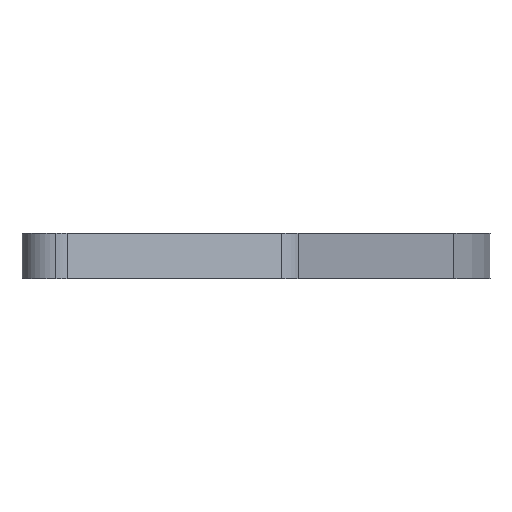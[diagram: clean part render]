
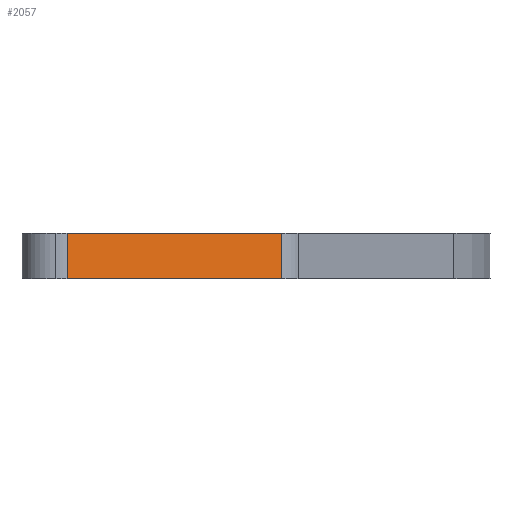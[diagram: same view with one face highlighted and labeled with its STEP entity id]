
A CAD part, left-side view. The second image highlights one B-rep face of the part: STEP entity #2057.
In plain terms, the highlighted planar face has unit normal (-0.943, -0.332, 0).
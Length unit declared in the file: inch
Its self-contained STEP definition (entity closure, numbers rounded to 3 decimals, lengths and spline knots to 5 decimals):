
#137 = FACE_OUTER_BOUND ( 'NONE', #5850, .T. ) ;
#286 = EDGE_CURVE ( 'NONE', #4830, #919, #2653, .T. ) ;
#346 = DIRECTION ( 'NONE',  ( -0.332, 0.943, 0. ) ) ;
#919 = VERTEX_POINT ( 'NONE', #4030 ) ;
#1046 = DIRECTION ( 'NONE',  ( 0., 0., -1. ) ) ;
#1318 = VECTOR ( 'NONE', #4918, 39.37008 ) ;
#1362 = ORIENTED_EDGE ( 'NONE', *, *, #286, .T. ) ;
#1374 = LINE ( 'NONE', #6121, #3043 ) ;
#1410 = EDGE_CURVE ( 'NONE', #919, #4952, #1374, .T. ) ;
#1450 = CARTESIAN_POINT ( 'NONE',  ( -1.84521, -0.64942, 0.25 ) ) ;
#1592 = CARTESIAN_POINT ( 'NONE',  ( -2.05187, -0.06225, 0.25 ) ) ;
#1858 = EDGE_CURVE ( 'NONE', #4830, #2675, #4345, .T. ) ;
#2057 = ADVANCED_FACE ( 'NONE', ( #137 ), #3524, .T. ) ;
#2167 = ORIENTED_EDGE ( 'NONE', *, *, #1858, .F. ) ;
#2292 = DIRECTION ( 'NONE',  ( 0., 0., -1. ) ) ;
#2653 = LINE ( 'NONE', #4088, #1318 ) ;
#2675 = VERTEX_POINT ( 'NONE', #2682 ) ;
#2682 = CARTESIAN_POINT ( 'NONE',  ( -2.05187, -0.06225, 0. ) ) ;
#2706 = VECTOR ( 'NONE', #346, 39.37008 ) ;
#2754 = LINE ( 'NONE', #4604, #2706 ) ;
#2841 = VECTOR ( 'NONE', #1046, 39.37008 ) ;
#3043 = VECTOR ( 'NONE', #2292, 39.37008 ) ;
#3176 = CARTESIAN_POINT ( 'NONE',  ( -2.4698, 1.12525, 0. ) ) ;
#3524 = PLANE ( 'NONE',  #3934 ) ;
#3903 = ORIENTED_EDGE ( 'NONE', *, *, #6130, .F. ) ;
#3934 = AXIS2_PLACEMENT_3D ( 'NONE', #1450, #6220, #5251 ) ;
#4030 = CARTESIAN_POINT ( 'NONE',  ( -2.4698, 1.12525, 0.25 ) ) ;
#4088 = CARTESIAN_POINT ( 'NONE',  ( -1.84521, -0.64942, 0.25 ) ) ;
#4345 = LINE ( 'NONE', #5282, #2841 ) ;
#4604 = CARTESIAN_POINT ( 'NONE',  ( -1.84521, -0.64942, 0. ) ) ;
#4830 = VERTEX_POINT ( 'NONE', #1592 ) ;
#4918 = DIRECTION ( 'NONE',  ( -0.332, 0.943, 0. ) ) ;
#4952 = VERTEX_POINT ( 'NONE', #3176 ) ;
#5251 = DIRECTION ( 'NONE',  ( 0.332, -0.943, 0. ) ) ;
#5282 = CARTESIAN_POINT ( 'NONE',  ( -2.05187, -0.06225, 0.25 ) ) ;
#5416 = ORIENTED_EDGE ( 'NONE', *, *, #1410, .T. ) ;
#5850 = EDGE_LOOP ( 'NONE', ( #3903, #2167, #1362, #5416 ) ) ;
#6121 = CARTESIAN_POINT ( 'NONE',  ( -2.4698, 1.12525, 0.25 ) ) ;
#6130 = EDGE_CURVE ( 'NONE', #2675, #4952, #2754, .T. ) ;
#6220 = DIRECTION ( 'NONE',  ( -0.943, -0.332, 0. ) ) ;
